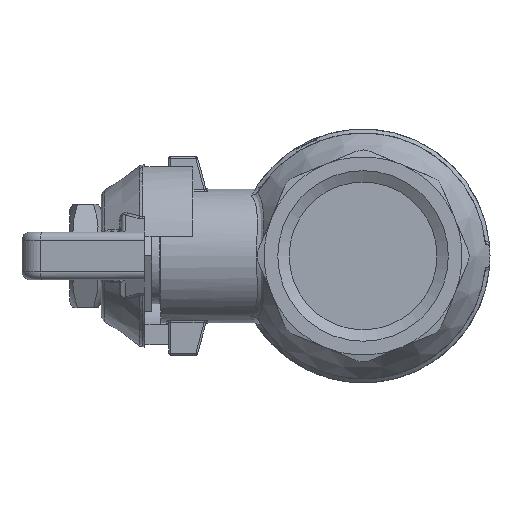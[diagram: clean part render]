
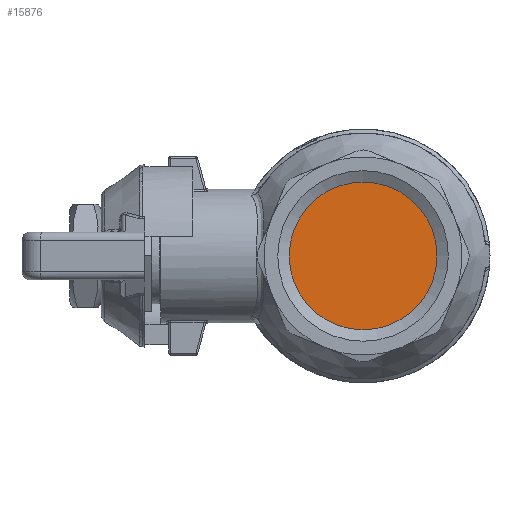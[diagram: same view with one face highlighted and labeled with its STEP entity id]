
A CAD part, left-side view. The second image highlights one B-rep face of the part: STEP entity #15876.
In plain terms, the highlighted planar face has unit normal (-1, 0, 0).
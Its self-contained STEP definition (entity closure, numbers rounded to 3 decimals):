
#3060 = CIRCLE ( 'NONE', #20805, 9.316 ) ;
#5022 = ORIENTED_EDGE ( 'NONE', *, *, #12268, .F. ) ;
#5398 = DIRECTION ( 'NONE',  ( 1., 0., 0. ) ) ;
#6334 = DIRECTION ( 'NONE',  ( 1., 0., 0. ) ) ;
#7989 = CARTESIAN_POINT ( 'NONE',  ( -17.121, -4.472, -0.006 ) ) ;
#12178 = CARTESIAN_POINT ( 'NONE',  ( -17.121, -12.629, -0.006 ) ) ;
#12268 = EDGE_CURVE ( 'NONE', #14471, #14471, #3060, .T. ) ;
#14471 = VERTEX_POINT ( 'NONE', #21301 ) ;
#14757 = DIRECTION ( 'NONE',  ( 0., -1., 0. ) ) ;
#14763 = EDGE_LOOP ( 'NONE', ( #5022 ) ) ;
#15876 = ADVANCED_FACE ( 'NONE', ( #17178 ), #19015, .F. ) ;
#17178 = FACE_OUTER_BOUND ( 'NONE', #14763, .T. ) ;
#18800 = DIRECTION ( 'NONE',  ( 0., 1., 0. ) ) ;
#19015 = PLANE ( 'NONE',  #20987 ) ;
#20805 = AXIS2_PLACEMENT_3D ( 'NONE', #7989, #6334, #14757 ) ;
#20987 = AXIS2_PLACEMENT_3D ( 'NONE', #12178, #5398, #18800 ) ;
#21301 = CARTESIAN_POINT ( 'NONE',  ( -17.121, -13.787, -0.006 ) ) ;
